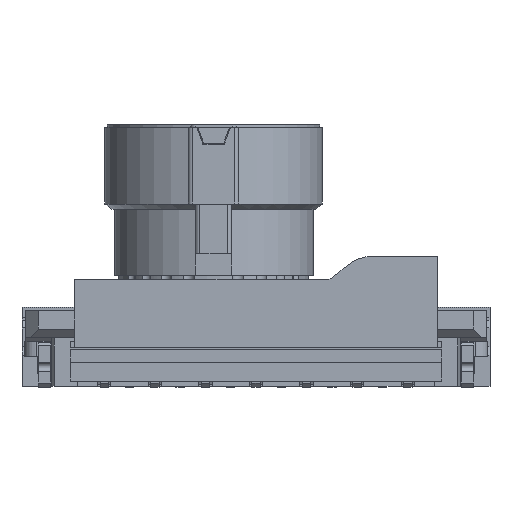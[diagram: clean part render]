
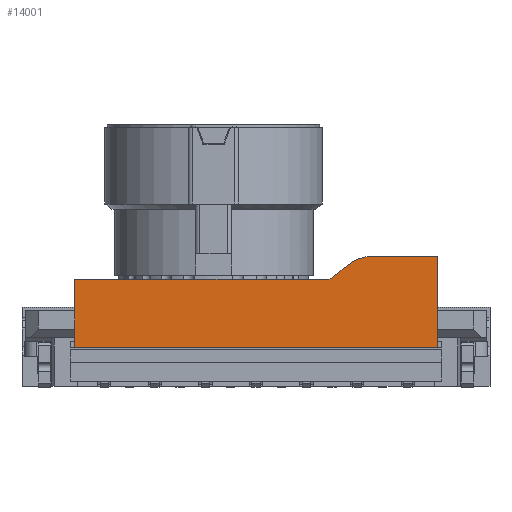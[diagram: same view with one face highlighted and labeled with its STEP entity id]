
A CAD part, front view. The second image highlights one B-rep face of the part: STEP entity #14001.
In plain terms, the highlighted planar face has unit normal (0, -1, 0).
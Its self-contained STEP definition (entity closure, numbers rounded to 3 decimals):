
#13672 = EDGE_CURVE('',#13673,#13675,#13677,.T.);
#13673 = VERTEX_POINT('',#13674);
#13674 = CARTESIAN_POINT('',(0.05,0.65,1.206));
#13675 = VERTEX_POINT('',#13676);
#13676 = CARTESIAN_POINT('',(3.045,0.65,1.206));
#13677 = LINE('',#13678,#13679);
#13678 = CARTESIAN_POINT('',(0.05,0.65,1.206));
#13679 = VECTOR('',#13680,1.);
#13680 = DIRECTION('',(1.,0.,0.));
#13894 = EDGE_CURVE('',#13895,#13897,#13899,.T.);
#13895 = VERTEX_POINT('',#13896);
#13896 = CARTESIAN_POINT('',(4.35,0.65,0.401));
#13897 = VERTEX_POINT('',#13898);
#13898 = CARTESIAN_POINT('',(0.05,0.65,0.401));
#13899 = LINE('',#13900,#13901);
#13900 = CARTESIAN_POINT('',(4.35,0.65,0.401));
#13901 = VECTOR('',#13902,1.);
#13902 = DIRECTION('',(-1.,0.,0.));
#14001 = ADVANCED_FACE('',(#14002),#14052,.T.);
#14002 = FACE_BOUND('',#14003,.T.);
#14003 = EDGE_LOOP('',(#14004,#14012,#14020,#14029,#14037,#14044,#14045,
    #14051));
#14004 = ORIENTED_EDGE('',*,*,#14005,.T.);
#14005 = EDGE_CURVE('',#13895,#14006,#14008,.T.);
#14006 = VERTEX_POINT('',#14007);
#14007 = CARTESIAN_POINT('',(4.35,0.65,1.481));
#14008 = LINE('',#14009,#14010);
#14009 = CARTESIAN_POINT('',(4.35,0.65,0.401));
#14010 = VECTOR('',#14011,1.);
#14011 = DIRECTION('',(0.,0.,1.));
#14012 = ORIENTED_EDGE('',*,*,#14013,.F.);
#14013 = EDGE_CURVE('',#14014,#14006,#14016,.T.);
#14014 = VERTEX_POINT('',#14015);
#14015 = CARTESIAN_POINT('',(3.591,0.65,1.481));
#14016 = LINE('',#14017,#14018);
#14017 = CARTESIAN_POINT('',(3.591,0.65,1.481));
#14018 = VECTOR('',#14019,1.);
#14019 = DIRECTION('',(1.,0.,0.));
#14020 = ORIENTED_EDGE('',*,*,#14021,.F.);
#14021 = EDGE_CURVE('',#14022,#14014,#14024,.T.);
#14022 = VERTEX_POINT('',#14023);
#14023 = CARTESIAN_POINT('',(3.269,0.65,1.364
    ));
#14024 = CIRCLE('',#14025,0.5);
#14025 = AXIS2_PLACEMENT_3D('',#14026,#14027,#14028);
#14026 = CARTESIAN_POINT('',(3.591,0.65,0.981));
#14027 = DIRECTION('',(0.,1.,0.));
#14028 = DIRECTION('',(-0.643,0.,0.766));
#14029 = ORIENTED_EDGE('',*,*,#14030,.F.);
#14030 = EDGE_CURVE('',#14031,#14022,#14033,.T.);
#14031 = VERTEX_POINT('',#14032);
#14032 = CARTESIAN_POINT('',(3.109,0.65,1.229
    ));
#14033 = LINE('',#14034,#14035);
#14034 = CARTESIAN_POINT('',(3.109,0.65,1.229
    ));
#14035 = VECTOR('',#14036,1.);
#14036 = DIRECTION('',(0.766,0.,0.643));
#14037 = ORIENTED_EDGE('',*,*,#14038,.F.);
#14038 = EDGE_CURVE('',#13675,#14031,#14039,.T.);
#14039 = CIRCLE('',#14040,0.1);
#14040 = AXIS2_PLACEMENT_3D('',#14041,#14042,#14043);
#14041 = CARTESIAN_POINT('',(3.045,0.65,1.306));
#14042 = DIRECTION('',(0.,-1.,0.));
#14043 = DIRECTION('',(0.,0.,-1.));
#14044 = ORIENTED_EDGE('',*,*,#13672,.F.);
#14045 = ORIENTED_EDGE('',*,*,#14046,.T.);
#14046 = EDGE_CURVE('',#13673,#13897,#14047,.T.);
#14047 = LINE('',#14048,#14049);
#14048 = CARTESIAN_POINT('',(0.05,0.65,1.206));
#14049 = VECTOR('',#14050,1.);
#14050 = DIRECTION('',(0.,0.,-1.));
#14051 = ORIENTED_EDGE('',*,*,#13894,.F.);
#14052 = PLANE('',#14053);
#14053 = AXIS2_PLACEMENT_3D('',#14054,#14055,#14056);
#14054 = CARTESIAN_POINT('',(0.05,0.65,0.551));
#14055 = DIRECTION('',(0.,-1.,0.));
#14056 = DIRECTION('',(1.,0.,0.));
